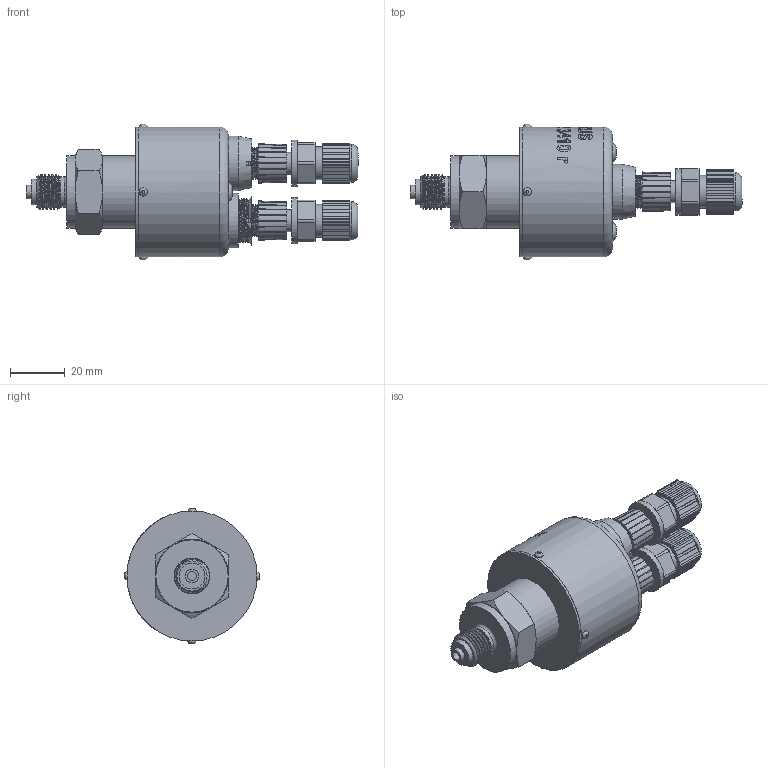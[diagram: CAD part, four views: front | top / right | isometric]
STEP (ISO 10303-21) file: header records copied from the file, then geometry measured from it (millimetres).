
FILE_DESCRIPTION(/* description */ (''),/* implementation_level */ '2;1');
FILE_NAME(/* name */ 'ASZ3410r_G1''4EN_M12x1-straight.step',/* time_stamp */ '2021-07-16T14:14:36+03:00',/* author */ (''),/* organization */ (''),/* preprocessor_version */ 'ST-DEVELOPER v18.1',/* originating_system */ 'Autodesk Translation Framework v10.9.0.1377',/* authorisation */ '');
FILE_SCHEMA (('AUTOMOTIVE_DESIGN { 1 0 10303 214 3 1 1 }'));
Products named in the file (6): ASZ 3420(3410) r - filled; G1/4 EN; shell; M12x1 male v16; M12x1 male 2; M12x1 female straight v9
Assembly tree (6 placements, depth 2):
  ASZ 3420(3410) r - filled
    G1/4 EN
    shell
    M12x1 male v16
    M12x1 male 2
    M12x1 female straight v9  x2
Bounding box: 121.64 x 49.6 x 49.6 mm (x, y, z)
Volume: 92285.7 mm3; surface area: 28432.4 mm2
Topology: 30 solids, 30 shells, 1408 faces, 3819 edges, 2525 vertices
Faces by surface type: plane 539, bspline 534, cylinder 241, cone 82, torus 12
Full cylindrical faces by diameter (mm): 1 x25, 1.5 x8, 2 x4, 2.2 x4, 3.3 x1, 5 x1, 7.13 x2, 7.3 x2, 8 x6, 8.2 x2, 9.5 x1, 10.293 x2, 10.6 x4, 10.741 x8, 11 x1, 11.445 x5, 11.884 x6, 12 x2, 13 x2, 14 x2, 15.036 x8, 16.152 x10, 17 x2, 20 x2, 23 x1, 26.48 x1, 26.5 x2, 46 x1, 47.62 x1, 47.625 x1
Entity records: 61324 total; most frequent: CARTESIAN_POINT 34594, ORIENTED_EDGE 6532, DIRECTION 3720, EDGE_CURVE 3266, VERTEX_POINT 2162, LINE 1442, VECTOR 1442, B_SPLINE_CURVE_WITH_KNOTS 1329
